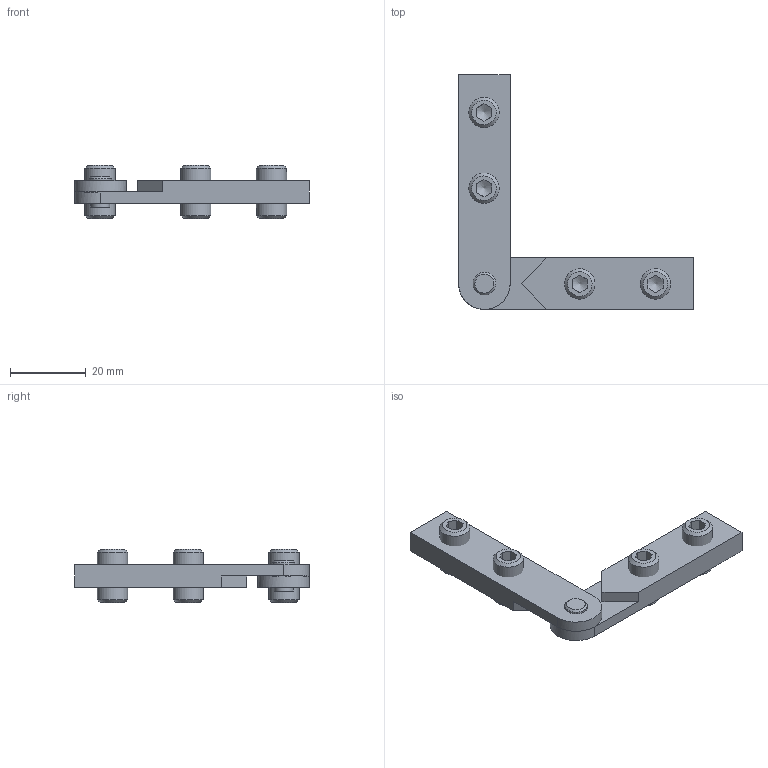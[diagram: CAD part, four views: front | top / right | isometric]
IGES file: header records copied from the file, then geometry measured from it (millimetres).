
Global section: file name: 321310; native system: Autodesk Inventor 2021; preprocessor: unknown; author: Rosický,; organization: 11; date: 20220804.063339; units: millimetre
Bounding box: 62 x 62 x 14 mm (x, y, z)
Volume: 10044.1 mm3; surface area: 7257 mm2
Topology: 7 solids, 7 shells, 80 faces, 197 edges, 133 vertices
Faces by surface type: bspline 80
